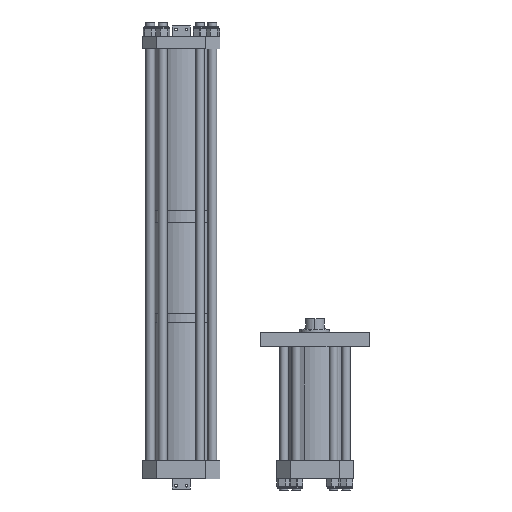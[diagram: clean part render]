
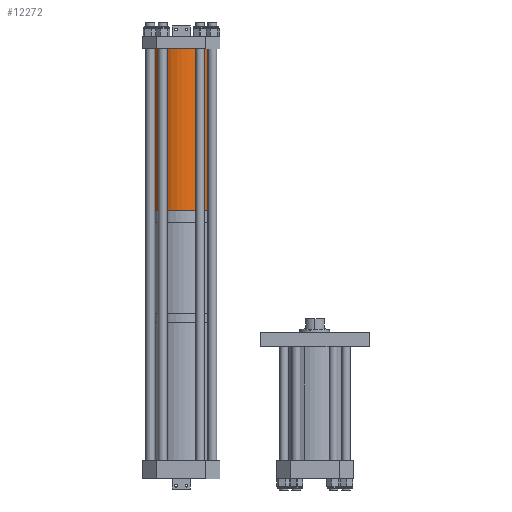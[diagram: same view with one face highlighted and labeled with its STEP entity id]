
A CAD part, front view. The second image highlights one B-rep face of the part: STEP entity #12272.
In plain terms, the highlighted cylindrical face has radius 114.3 mm (diameter 228.6 mm), a partial arc.
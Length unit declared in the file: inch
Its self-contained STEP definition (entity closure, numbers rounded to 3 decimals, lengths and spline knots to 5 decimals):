
#475 = VECTOR ( 'NONE', #14980, 39.37008 ) ;
#1703 = ORIENTED_EDGE ( 'NONE', *, *, #8134, .F. ) ;
#2382 = ORIENTED_EDGE ( 'NONE', *, *, #11064, .T. ) ;
#2620 = CARTESIAN_POINT ( 'NONE',  ( -4.5, 0., 22.94 ) ) ;
#3067 = EDGE_CURVE ( 'NONE', #6034, #3459, #9755, .T. ) ;
#3105 = LINE ( 'NONE', #2620, #17205 ) ;
#3390 = EDGE_LOOP ( 'NONE', ( #6923, #1703, #17350, #2382 ) ) ;
#3459 = VERTEX_POINT ( 'NONE', #5878 ) ;
#3727 = DIRECTION ( 'NONE',  ( -1., 0., 0. ) ) ;
#3781 = CARTESIAN_POINT ( 'NONE',  ( -4.5, 0., 22.94 ) ) ;
#4138 = CARTESIAN_POINT ( 'NONE',  ( 4.5, 0., 22.94 ) ) ;
#4876 = CARTESIAN_POINT ( 'NONE',  ( 0., 0., 22.94 ) ) ;
#5878 = CARTESIAN_POINT ( 'NONE',  ( 4.5, 0., 0. ) ) ;
#6034 = VERTEX_POINT ( 'NONE', #8144 ) ;
#6239 = CIRCLE ( 'NONE', #10761, 4.5 ) ;
#6291 = AXIS2_PLACEMENT_3D ( 'NONE', #16144, #11991, #3727 ) ;
#6923 = ORIENTED_EDGE ( 'NONE', *, *, #3067, .F. ) ;
#7200 = VERTEX_POINT ( 'NONE', #3781 ) ;
#8134 = EDGE_CURVE ( 'NONE', #7200, #6034, #6239, .T. ) ;
#8144 = CARTESIAN_POINT ( 'NONE',  ( 4.5, 0., 22.94 ) ) ;
#8671 = CYLINDRICAL_SURFACE ( 'NONE', #6291, 4.5 ) ;
#8934 = CIRCLE ( 'NONE', #14404, 4.5 ) ;
#9117 = FACE_OUTER_BOUND ( 'NONE', #3390, .T. ) ;
#9514 = CARTESIAN_POINT ( 'NONE',  ( -4.5, 0., 0. ) ) ;
#9755 = LINE ( 'NONE', #4138, #475 ) ;
#10606 = CARTESIAN_POINT ( 'NONE',  ( 0., 0., 0. ) ) ;
#10761 = AXIS2_PLACEMENT_3D ( 'NONE', #4876, #14567, #15914 ) ;
#11064 = EDGE_CURVE ( 'NONE', #17353, #3459, #8934, .T. ) ;
#11882 = EDGE_CURVE ( 'NONE', #7200, #17353, #3105, .T. ) ;
#11991 = DIRECTION ( 'NONE',  ( 0., 0., -1. ) ) ;
#12257 = DIRECTION ( 'NONE',  ( 0., 0., -1. ) ) ;
#12272 = ADVANCED_FACE ( 'NONE', ( #9117 ), #8671, .T. ) ;
#13316 = DIRECTION ( 'NONE',  ( 0., 0., 1. ) ) ;
#14404 = AXIS2_PLACEMENT_3D ( 'NONE', #10606, #13316, #14686 ) ;
#14567 = DIRECTION ( 'NONE',  ( 0., 0., 1. ) ) ;
#14686 = DIRECTION ( 'NONE',  ( 1., 0., 0. ) ) ;
#14980 = DIRECTION ( 'NONE',  ( 0., 0., -1. ) ) ;
#15914 = DIRECTION ( 'NONE',  ( 1., 0., 0. ) ) ;
#16144 = CARTESIAN_POINT ( 'NONE',  ( 0., 0., 22.94 ) ) ;
#17205 = VECTOR ( 'NONE', #12257, 39.37008 ) ;
#17350 = ORIENTED_EDGE ( 'NONE', *, *, #11882, .T. ) ;
#17353 = VERTEX_POINT ( 'NONE', #9514 ) ;
